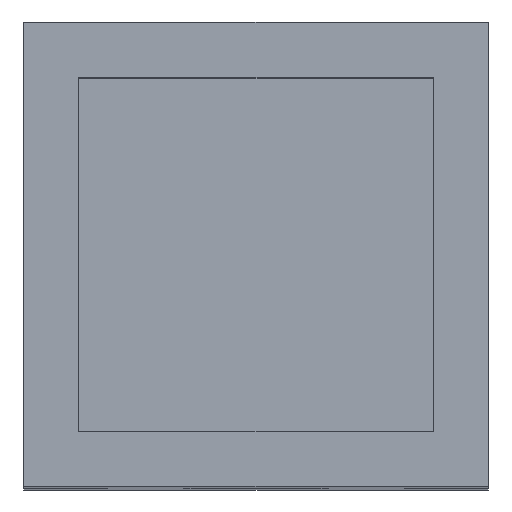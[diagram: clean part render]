
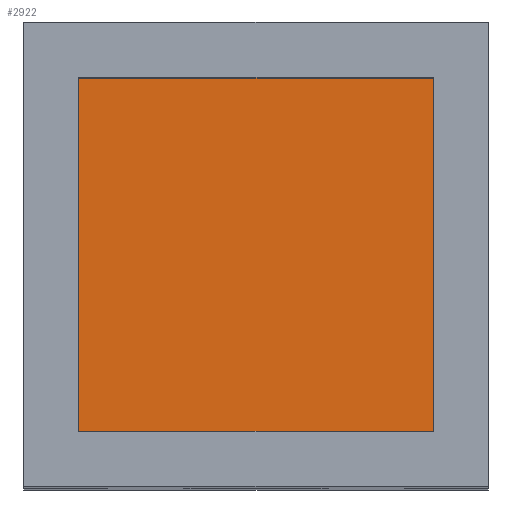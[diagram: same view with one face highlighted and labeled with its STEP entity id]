
A CAD part, top view. The second image highlights one B-rep face of the part: STEP entity #2922.
In plain terms, the highlighted planar face has unit normal (0, 0, 1).
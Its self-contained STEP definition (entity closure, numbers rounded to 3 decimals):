
#379 = DIRECTION ( 'NONE',  ( 0., 1., 0. ) ) ;
#1165 = CARTESIAN_POINT ( 'NONE',  ( -6.1, -6.1, -23. ) ) ;
#1556 = CARTESIAN_POINT ( 'NONE',  ( 6.1, 6.1, -23. ) ) ;
#1747 = DIRECTION ( 'NONE',  ( 1., 0., 0. ) ) ;
#2922 = ADVANCED_FACE ( 'NONE', ( #12495 ), #11779, .T. ) ;
#3239 = CARTESIAN_POINT ( 'NONE',  ( -6.1, -6.1, -23. ) ) ;
#3717 = ORIENTED_EDGE ( 'NONE', *, *, #7567, .T. ) ;
#4232 = CARTESIAN_POINT ( 'NONE',  ( -6.1, 6.1, -23. ) ) ;
#4725 = DIRECTION ( 'NONE',  ( 1., 0., 0. ) ) ;
#5065 = VECTOR ( 'NONE', #379, 1000. ) ;
#5171 = VERTEX_POINT ( 'NONE', #1556 ) ;
#5183 = DIRECTION ( 'NONE',  ( 0., -1., 0. ) ) ;
#5621 = EDGE_LOOP ( 'NONE', ( #14717, #12708, #3717, #10233 ) ) ;
#6639 = CARTESIAN_POINT ( 'NONE',  ( 6.1, -6.1, -23. ) ) ;
#7092 = VECTOR ( 'NONE', #5183, 1000. ) ;
#7527 = CARTESIAN_POINT ( 'NONE',  ( -6.1, 6.1, -23. ) ) ;
#7567 = EDGE_CURVE ( 'NONE', #7991, #10213, #10456, .T. ) ;
#7783 = LINE ( 'NONE', #4232, #8674 ) ;
#7991 = VERTEX_POINT ( 'NONE', #13312 ) ;
#8674 = VECTOR ( 'NONE', #8773, 1000. ) ;
#8773 = DIRECTION ( 'NONE',  ( -1., 0., 0. ) ) ;
#9238 = VECTOR ( 'NONE', #4725, 1000. ) ;
#9840 = DIRECTION ( 'NONE',  ( 0., 0., 1. ) ) ;
#10213 = VERTEX_POINT ( 'NONE', #3239 ) ;
#10215 = AXIS2_PLACEMENT_3D ( 'NONE', #10847, #9840, #1747 ) ;
#10233 = ORIENTED_EDGE ( 'NONE', *, *, #14460, .T. ) ;
#10456 = LINE ( 'NONE', #7527, #7092 ) ;
#10629 = EDGE_CURVE ( 'NONE', #5171, #7991, #7783, .T. ) ;
#10847 = CARTESIAN_POINT ( 'NONE',  ( 0., 0., -23. ) ) ;
#10942 = LINE ( 'NONE', #14035, #5065 ) ;
#11779 = PLANE ( 'NONE',  #10215 ) ;
#11918 = LINE ( 'NONE', #1165, #9238 ) ;
#12156 = VERTEX_POINT ( 'NONE', #6639 ) ;
#12495 = FACE_OUTER_BOUND ( 'NONE', #5621, .T. ) ;
#12708 = ORIENTED_EDGE ( 'NONE', *, *, #10629, .T. ) ;
#13312 = CARTESIAN_POINT ( 'NONE',  ( -6.1, 6.1, -23. ) ) ;
#13494 = EDGE_CURVE ( 'NONE', #12156, #5171, #10942, .T. ) ;
#14035 = CARTESIAN_POINT ( 'NONE',  ( 6.1, 6.1, -23. ) ) ;
#14460 = EDGE_CURVE ( 'NONE', #10213, #12156, #11918, .T. ) ;
#14717 = ORIENTED_EDGE ( 'NONE', *, *, #13494, .T. ) ;
